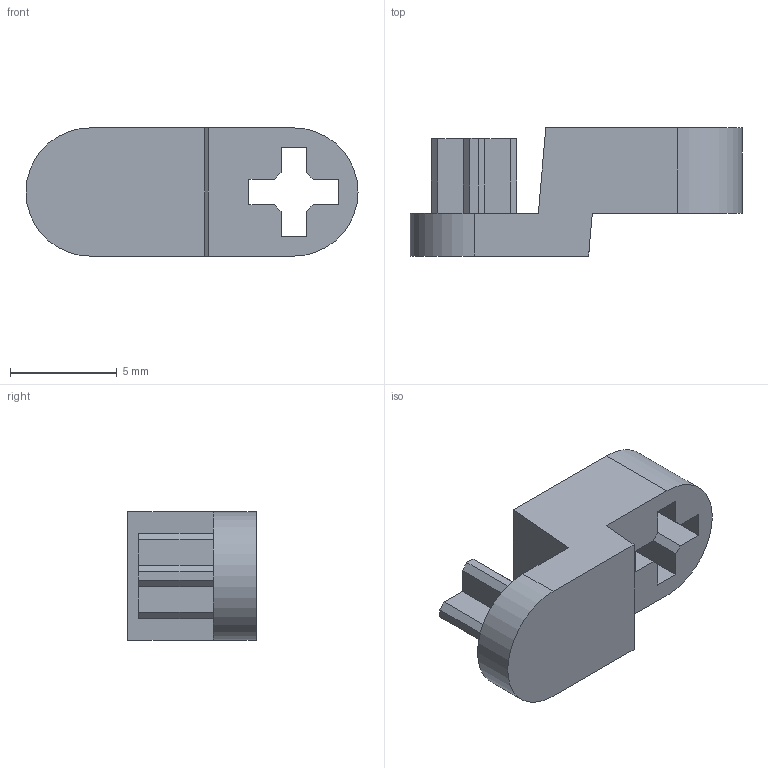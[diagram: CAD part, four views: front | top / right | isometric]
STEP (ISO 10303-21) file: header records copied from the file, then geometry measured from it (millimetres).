
FILE_DESCRIPTION(/* description */ (''),/* implementation_level */ '2;1');
FILE_NAME(/* name */ 'StabConverter.step',/* time_stamp */ '2023-04-04T16:21:06-05:00',/* author */ (''),/* organization */ (''),/* preprocessor_version */ 'ST-DEVELOPER v19.2',/* originating_system */ 'Autodesk Translation Framework v11.17.0.187',/* authorisation */ '');
FILE_SCHEMA (('AUTOMOTIVE_DESIGN { 1 0 10303 214 3 1 1 }'));
Length unit declared in the file: millimetre
Products named in the file (1): (Unsaved)
Bounding box: 15.53 x 6 x 6 mm (x, y, z)
Volume: 290.4 mm3; surface area: 430.8 mm2
Topology: 1 solids, 1 shells, 47 faces, 132 edges, 88 vertices
Faces by surface type: plane 45, cylinder 2
Entity records: 1527 total; most frequent: CARTESIAN_POINT 268, ORIENTED_EDGE 264, DIRECTION 232, EDGE_CURVE 132, LINE 128, VECTOR 128, VERTEX_POINT 88, AXIS2_PLACEMENT_3D 52
